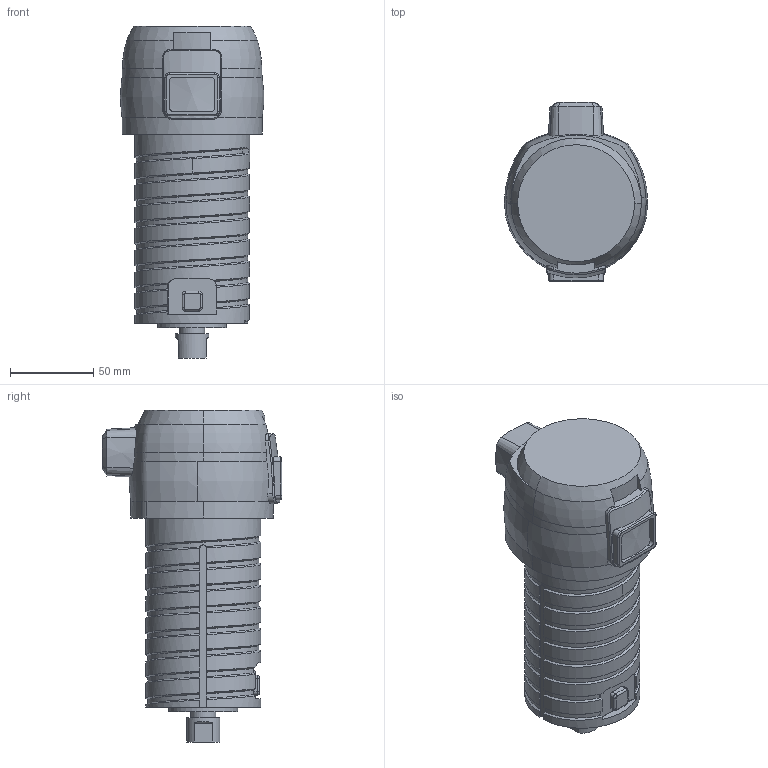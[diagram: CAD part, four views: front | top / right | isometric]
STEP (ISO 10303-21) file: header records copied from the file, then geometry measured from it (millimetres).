
FILE_DESCRIPTION(/* description */ (''),/* implementation_level */ '2;1');
FILE_NAME(/* name */ 'Dewalt D26200.step',/* time_stamp */ '2020-04-14T16:54:51+01:00',/* author */ (''),/* organization */ (''),/* preprocessor_version */ 'ST-DEVELOPER v18.1',/* originating_system */ 'Autodesk Translation Framework v9.2.0.1227',/* authorisation */ '');
FILE_SCHEMA (('AUTOMOTIVE_DESIGN { 1 0 10303 214 3 1 1 }'));
Products named in the file (2): Dewalt D26200; D26200
Assembly tree (1 placements, depth 2):
  Dewalt D26200
    D26200
Bounding box: 85.89 x 107.5 x 199.05 mm (x, y, z)
Volume: 807793.9 mm3; surface area: 58975.4 mm2
Topology: 1 solids, 1 shells, 211 faces, 578 edges, 377 vertices
Faces by surface type: cylinder 78, bspline 59, plane 52, cone 18, torus 4
Full cylindrical faces by diameter (mm): 15 x1, 20 x1, 41.2 x1, 69 x1
Entity records: 33869 total; most frequent: CARTESIAN_POINT 28815, ORIENTED_EDGE 1156, DIRECTION 789, EDGE_CURVE 578, VERTEX_POINT 377, AXIS2_PLACEMENT_3D 283, LINE 223, VECTOR 223
